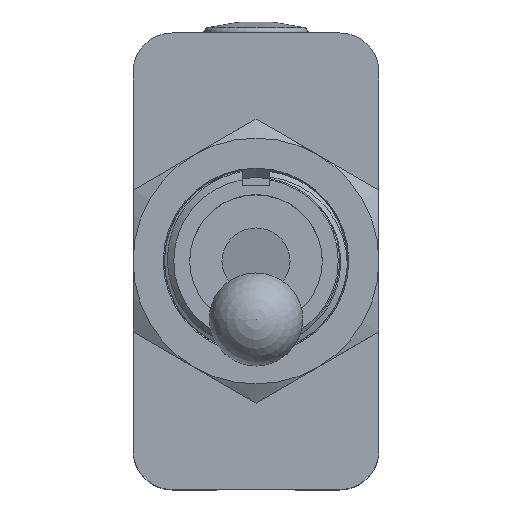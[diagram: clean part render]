
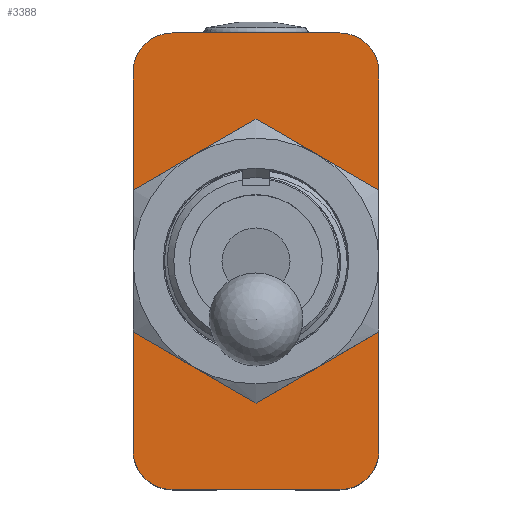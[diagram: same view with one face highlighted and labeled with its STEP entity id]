
A CAD part, top view. The second image highlights one B-rep face of the part: STEP entity #3388.
In plain terms, the highlighted planar face has unit normal (0, 0, 1).
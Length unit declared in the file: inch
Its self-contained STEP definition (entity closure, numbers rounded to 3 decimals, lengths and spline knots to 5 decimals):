
#38=FACE_BOUND('',#524,.T.);
#54=PLANE('',#3598);
#323=FACE_OUTER_BOUND('',#523,.T.);
#523=EDGE_LOOP('',(#2488,#2489,#2490,#2491,#2492,#2493,#2494,#2495));
#524=EDGE_LOOP('',(#2496));
#665=CIRCLE('',#3543,0.23438);
#673=CIRCLE('',#3582,0.1);
#675=CIRCLE('',#3586,0.1);
#677=CIRCLE('',#3590,0.1);
#679=CIRCLE('',#3594,0.1);
#928=LINE('',#19282,#1162);
#932=LINE('',#19294,#1166);
#936=LINE('',#19306,#1170);
#940=LINE('',#19317,#1174);
#1162=VECTOR('',#3947,0.97);
#1166=VECTOR('',#3959,0.43);
#1170=VECTOR('',#3971,0.97);
#1174=VECTOR('',#3983,0.43);
#1339=VERTEX_POINT('',#4561);
#1456=VERTEX_POINT('',#19272);
#1457=VERTEX_POINT('',#19273);
#1460=VERTEX_POINT('',#19281);
#1462=VERTEX_POINT('',#19287);
#1464=VERTEX_POINT('',#19293);
#1466=VERTEX_POINT('',#19299);
#1468=VERTEX_POINT('',#19305);
#1470=VERTEX_POINT('',#19311);
#1684=EDGE_CURVE('',#1339,#1339,#665,.T.);
#1859=EDGE_CURVE('',#1456,#1457,#673,.T.);
#1863=EDGE_CURVE('',#1457,#1460,#928,.T.);
#1866=EDGE_CURVE('',#1460,#1462,#675,.T.);
#1869=EDGE_CURVE('',#1462,#1464,#932,.T.);
#1872=EDGE_CURVE('',#1464,#1466,#677,.T.);
#1875=EDGE_CURVE('',#1466,#1468,#936,.T.);
#1878=EDGE_CURVE('',#1468,#1470,#679,.T.);
#1881=EDGE_CURVE('',#1470,#1456,#940,.T.);
#2488=ORIENTED_EDGE('',*,*,#1859,.F.);
#2489=ORIENTED_EDGE('',*,*,#1881,.F.);
#2490=ORIENTED_EDGE('',*,*,#1878,.F.);
#2491=ORIENTED_EDGE('',*,*,#1875,.F.);
#2492=ORIENTED_EDGE('',*,*,#1872,.F.);
#2493=ORIENTED_EDGE('',*,*,#1869,.F.);
#2494=ORIENTED_EDGE('',*,*,#1866,.F.);
#2495=ORIENTED_EDGE('',*,*,#1863,.F.);
#2496=ORIENTED_EDGE('',*,*,#1684,.T.);
#3388=ADVANCED_FACE('',(#323,#38),#54,.T.);
#3543=AXIS2_PLACEMENT_3D('',#4563,#3804,#3805);
#3582=AXIS2_PLACEMENT_3D('',#19274,#3939,#3940);
#3586=AXIS2_PLACEMENT_3D('',#19288,#3952,#3953);
#3590=AXIS2_PLACEMENT_3D('',#19300,#3964,#3965);
#3594=AXIS2_PLACEMENT_3D('',#19312,#3976,#3977);
#3598=AXIS2_PLACEMENT_3D('',#19320,#3987,#3988);
#3804=DIRECTION('center_axis',(0.,0.,
-1.));
#3805=DIRECTION('ref_axis',(-1.,0.,0.));
#3939=DIRECTION('center_axis',(0.,0.,
-1.));
#3940=DIRECTION('ref_axis',(1.,0.,0.));
#3947=DIRECTION('',(0.,-1.,0.));
#3952=DIRECTION('center_axis',(0.,0.,
-1.));
#3953=DIRECTION('ref_axis',(-1.,0.,0.));
#3959=DIRECTION('',(-1.,0.,0.));
#3964=DIRECTION('center_axis',(0.,0.,
-1.));
#3965=DIRECTION('ref_axis',(-1.,0.,0.));
#3971=DIRECTION('',(0.,1.,0.));
#3976=DIRECTION('center_axis',(0.,0.,
-1.));
#3977=DIRECTION('ref_axis',(-1.,0.,0.));
#3983=DIRECTION('',(1.,0.,0.));
#3987=DIRECTION('center_axis',(0.,0.,
1.));
#3988=DIRECTION('ref_axis',(1.,0.,0.));
#4561=CARTESIAN_POINT('',(-0.10254,-0.44187,0.31004));
#4563=CARTESIAN_POINT('Origin',(0.13183,-0.44187,0.31004));
#19272=CARTESIAN_POINT('',(0.34683,0.14313,0.31004));
#19273=CARTESIAN_POINT('',(0.44683,0.04313,0.31004));
#19274=CARTESIAN_POINT('Origin',(0.34683,0.04313,0.31004));
#19281=CARTESIAN_POINT('',(0.44683,-0.92687,0.31004));
#19282=CARTESIAN_POINT('',(0.44683,0.04313,0.31004));
#19287=CARTESIAN_POINT('',(0.34683,-1.02687,0.31004));
#19288=CARTESIAN_POINT('Origin',(0.34683,-0.92687,0.31004));
#19293=CARTESIAN_POINT('',(-0.08317,-1.02687,0.31004));
#19294=CARTESIAN_POINT('',(0.34683,-1.02687,0.31004));
#19299=CARTESIAN_POINT('',(-0.18317,-0.92687,0.31004));
#19300=CARTESIAN_POINT('Origin',(-0.08317,-0.92687,
0.31004));
#19305=CARTESIAN_POINT('',(-0.18317,0.04313,0.31004));
#19306=CARTESIAN_POINT('',(-0.18317,-0.92687,0.31004));
#19311=CARTESIAN_POINT('',(-0.08317,0.14313,0.31004));
#19312=CARTESIAN_POINT('Origin',(-0.08317,0.04313,
0.31004));
#19317=CARTESIAN_POINT('',(-0.08317,0.14313,0.31004));
#19320=CARTESIAN_POINT('Origin',(0.34683,0.04313,0.31004));
